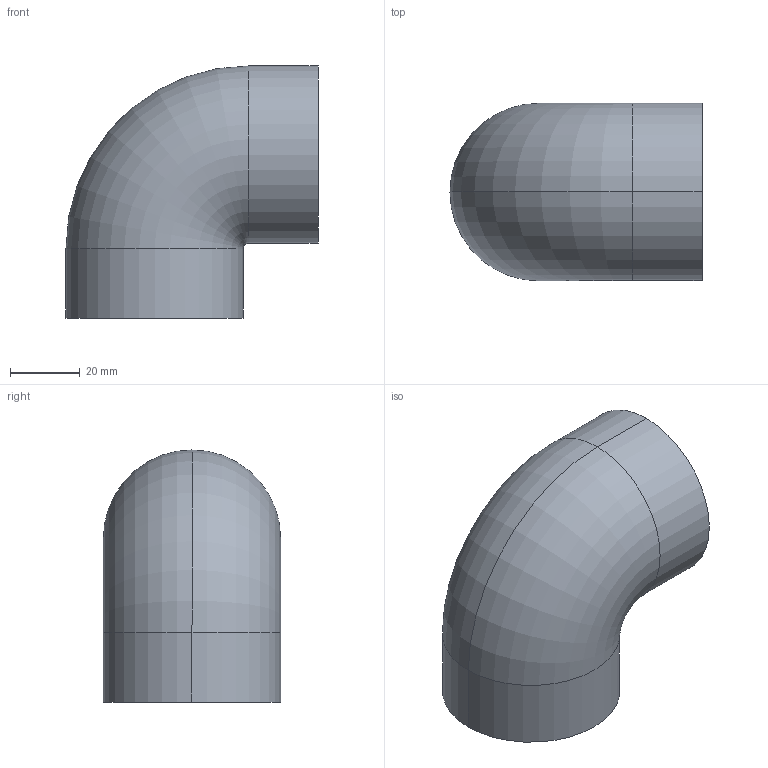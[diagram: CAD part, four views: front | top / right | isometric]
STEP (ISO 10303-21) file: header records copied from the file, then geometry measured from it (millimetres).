
FILE_DESCRIPTION(('STEP AP214'),'1');
FILE_NAME('cctmp_19DB71AB-9B20-4B34-B115-163F0389D7AA_2022_03_09_11_35_32_0501..stp','2022-03-09T10:35:32',('Praher Valves GmbH'),('CADClick - www.CADClick.com'),'Spatial InterOp 3D',' ','unknown authorization');
FILE_SCHEMA(('AUTOMOTIVE_DESIGN'));
Length unit declared in the file: millimetre
Products named in the file (1): 71136
Bounding box: 72.5 x 51 x 72.5 mm (x, y, z)
Volume: 70574.8 mm3; surface area: 25052.3 mm2
Topology: 1 solids, 1 shells, 16 faces, 34 edges, 21 vertices
Faces by surface type: cylinder 8, torus 4, plane 4
Entity records: 854 total; most frequent: CARTESIAN_POINT 338, DIRECTION 86, ORIENTED_EDGE 68, AXIS2_PLACEMENT_3D 39, EDGE_CURVE 34, CIRCLE 22, VERTEX_POINT 21, EDGE_LOOP 19
